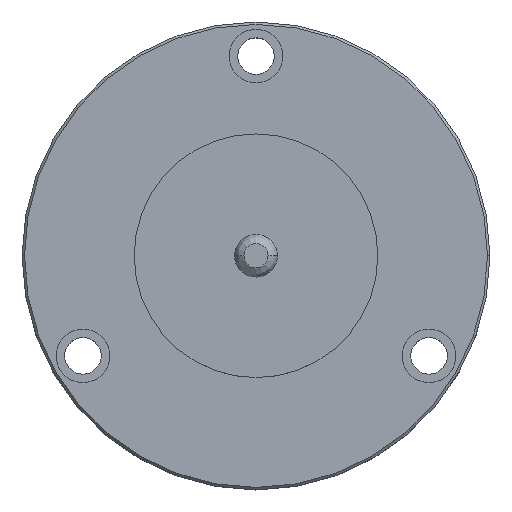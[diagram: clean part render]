
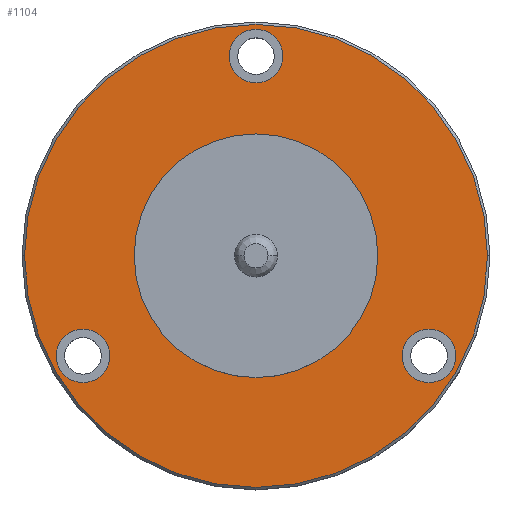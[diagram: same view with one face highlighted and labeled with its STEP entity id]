
A CAD part, top view. The second image highlights one B-rep face of the part: STEP entity #1104.
In plain terms, the highlighted planar face has unit normal (0, 0, 1).
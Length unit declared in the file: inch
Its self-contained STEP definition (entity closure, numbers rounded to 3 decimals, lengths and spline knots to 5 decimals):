
#577=CARTESIAN_POINT('',(-2.96875,0.,1.375));
#578=VERTEX_POINT('',#577);
#585=CARTESIAN_POINT('',(2.96875,0.,1.375));
#586=VERTEX_POINT('',#585);
#587=CARTESIAN_POINT('',(0.0,0.0,1.375));
#588=DIRECTION('',(0.0,0.0,-1.0));
#589=DIRECTION('',(-1.0,0.0,0.0));
#590=AXIS2_PLACEMENT_3D('',#587,#588,#589);
#591=CIRCLE('',#590,2.96875);
#592=EDGE_CURVE('',#578,#586,#591,.T.);
#674=CARTESIAN_POINT('',(2.21919,-0.9375,1.375));
#675=VERTEX_POINT('',#674);
#691=CARTESIAN_POINT('',(2.21919,-1.625,1.375));
#692=VERTEX_POINT('',#691);
#699=CARTESIAN_POINT('',(2.21919,-1.28125,1.375));
#700=DIRECTION('',(0.0,0.0,-1.0));
#701=DIRECTION('',(0.0,1.0,0.0));
#702=AXIS2_PLACEMENT_3D('',#699,#700,#701);
#703=CIRCLE('',#702,0.34375);
#704=EDGE_CURVE('',#675,#692,#703,.T.);
#758=CARTESIAN_POINT('',(-2.21919,-0.9375,1.375));
#759=VERTEX_POINT('',#758);
#775=CARTESIAN_POINT('',(-2.21919,-1.625,1.375));
#776=VERTEX_POINT('',#775);
#783=CARTESIAN_POINT('',(-2.21919,-1.28125,1.375));
#784=DIRECTION('',(0.0,0.0,-1.0));
#785=DIRECTION('',(0.0,1.0,0.0));
#786=AXIS2_PLACEMENT_3D('',#783,#784,#785);
#787=CIRCLE('',#786,0.34375);
#788=EDGE_CURVE('',#759,#776,#787,.T.);
#842=CARTESIAN_POINT('',(0.0,2.90625,1.375));
#843=VERTEX_POINT('',#842);
#859=CARTESIAN_POINT('',(0.,2.21875,1.375));
#860=VERTEX_POINT('',#859);
#867=CARTESIAN_POINT('',(0.0,2.5625,1.375));
#868=DIRECTION('',(0.0,0.0,-1.0));
#869=DIRECTION('',(0.0,1.0,0.0));
#870=AXIS2_PLACEMENT_3D('',#867,#868,#869);
#871=CIRCLE('',#870,0.34375);
#872=EDGE_CURVE('',#843,#860,#871,.T.);
#884=CARTESIAN_POINT('',(-0.625,0.,1.375));
#885=VERTEX_POINT('',#884);
#901=CARTESIAN_POINT('',(-0.125,0.61237,1.375));
#902=VERTEX_POINT('',#901);
#909=CARTESIAN_POINT('',(0.0,0.0,1.375));
#910=DIRECTION('',(0.0,0.0,-1.0));
#911=DIRECTION('',(1.0,0.0,0.0));
#912=AXIS2_PLACEMENT_3D('',#909,#910,#911);
#913=CIRCLE('',#912,0.625);
#914=EDGE_CURVE('',#885,#902,#913,.T.);
#924=CARTESIAN_POINT('',(0.625,0.,1.375));
#925=VERTEX_POINT('',#924);
#934=CARTESIAN_POINT('',(0.125,0.61237,1.375));
#935=VERTEX_POINT('',#934);
#936=CARTESIAN_POINT('',(0.0,0.0,1.375));
#937=DIRECTION('',(0.0,0.0,-1.0));
#938=DIRECTION('',(1.0,0.0,0.0));
#939=AXIS2_PLACEMENT_3D('',#936,#937,#938);
#940=CIRCLE('',#939,0.625);
#941=EDGE_CURVE('',#935,#925,#940,.T.);
#966=CARTESIAN_POINT('',(-0.125,0.756,1.375));
#967=VERTEX_POINT('',#966);
#968=CARTESIAN_POINT('',(0.125,0.756,1.375));
#969=VERTEX_POINT('',#968);
#970=CARTESIAN_POINT('',(-0.125,0.756,1.375));
#971=DIRECTION('',(1.0,0.0,0.0));
#972=VECTOR('',#971,0.25);
#973=LINE('',#970,#972);
#974=EDGE_CURVE('',#967,#969,#973,.T.);
#1006=CARTESIAN_POINT('',(0.125,0.756,1.375));
#1007=DIRECTION('',(0.0,-1.0,0.0));
#1008=VECTOR('',#1007,0.14363);
#1009=LINE('',#1006,#1008);
#1010=EDGE_CURVE('',#969,#935,#1009,.T.);
#1028=CARTESIAN_POINT('',(-0.125,0.61237,1.375));
#1029=DIRECTION('',(0.0,1.0,0.0));
#1030=VECTOR('',#1029,0.14363);
#1031=LINE('',#1028,#1030);
#1032=EDGE_CURVE('',#902,#967,#1031,.T.);
#1045=CARTESIAN_POINT('',(3.0,0.0,1.375));
#1046=DIRECTION('',(0.0,0.0,1.0));
#1047=DIRECTION('',(1.0,0.0,0.0));
#1048=AXIS2_PLACEMENT_3D('',#1045,#1046,#1047);
#1049=PLANE('',#1048);
#1050=CARTESIAN_POINT('',(0.0,0.0,1.375));
#1051=DIRECTION('',(0.0,0.0,-1.0));
#1052=DIRECTION('',(-1.0,0.0,0.0));
#1053=AXIS2_PLACEMENT_3D('',#1050,#1051,#1052);
#1054=CIRCLE('',#1053,2.96875);
#1055=EDGE_CURVE('',#586,#578,#1054,.T.);
#1056=ORIENTED_EDGE('',*,*,#1055,.F.);
#1057=ORIENTED_EDGE('',*,*,#592,.F.);
#1058=EDGE_LOOP('',(#1056,#1057));
#1059=FACE_OUTER_BOUND('',#1058,.T.);
#1060=ORIENTED_EDGE('',*,*,#704,.T.);
#1061=CARTESIAN_POINT('',(2.21919,-1.28125,1.375));
#1062=DIRECTION('',(0.0,0.0,-1.0));
#1063=DIRECTION('',(0.0,1.0,0.0));
#1064=AXIS2_PLACEMENT_3D('',#1061,#1062,#1063);
#1065=CIRCLE('',#1064,0.34375);
#1066=EDGE_CURVE('',#692,#675,#1065,.T.);
#1067=ORIENTED_EDGE('',*,*,#1066,.T.);
#1068=EDGE_LOOP('',(#1060,#1067));
#1069=FACE_BOUND('',#1068,.T.);
#1070=ORIENTED_EDGE('',*,*,#788,.T.);
#1071=CARTESIAN_POINT('',(-2.21919,-1.28125,1.375));
#1072=DIRECTION('',(0.0,0.0,-1.0));
#1073=DIRECTION('',(0.0,1.0,0.0));
#1074=AXIS2_PLACEMENT_3D('',#1071,#1072,#1073);
#1075=CIRCLE('',#1074,0.34375);
#1076=EDGE_CURVE('',#776,#759,#1075,.T.);
#1077=ORIENTED_EDGE('',*,*,#1076,.T.);
#1078=EDGE_LOOP('',(#1070,#1077));
#1079=FACE_BOUND('',#1078,.T.);
#1080=ORIENTED_EDGE('',*,*,#872,.T.);
#1081=CARTESIAN_POINT('',(0.0,2.5625,1.375));
#1082=DIRECTION('',(0.0,0.0,-1.0));
#1083=DIRECTION('',(0.0,1.0,0.0));
#1084=AXIS2_PLACEMENT_3D('',#1081,#1082,#1083);
#1085=CIRCLE('',#1084,0.34375);
#1086=EDGE_CURVE('',#860,#843,#1085,.T.);
#1087=ORIENTED_EDGE('',*,*,#1086,.T.);
#1088=EDGE_LOOP('',(#1080,#1087));
#1089=FACE_BOUND('',#1088,.T.);
#1090=ORIENTED_EDGE('',*,*,#1032,.T.);
#1091=ORIENTED_EDGE('',*,*,#974,.T.);
#1092=ORIENTED_EDGE('',*,*,#1010,.T.);
#1093=ORIENTED_EDGE('',*,*,#941,.T.);
#1094=CARTESIAN_POINT('',(0.0,0.0,1.375));
#1095=DIRECTION('',(0.0,0.0,-1.0));
#1096=DIRECTION('',(1.0,0.0,0.0));
#1097=AXIS2_PLACEMENT_3D('',#1094,#1095,#1096);
#1098=CIRCLE('',#1097,0.625);
#1099=EDGE_CURVE('',#925,#885,#1098,.T.);
#1100=ORIENTED_EDGE('',*,*,#1099,.T.);
#1101=ORIENTED_EDGE('',*,*,#914,.T.);
#1102=EDGE_LOOP('',(#1090,#1091,#1092,#1093,#1100,#1101));
#1103=FACE_BOUND('',#1102,.T.);
#1104=ADVANCED_FACE('',(#1059,#1069,#1079,#1089,#1103),#1049,.T.);
